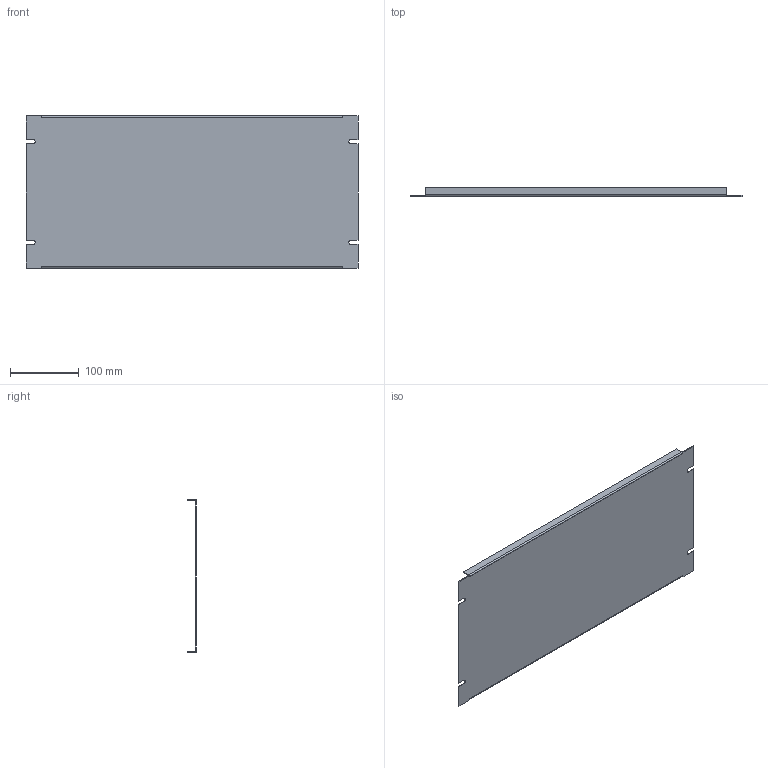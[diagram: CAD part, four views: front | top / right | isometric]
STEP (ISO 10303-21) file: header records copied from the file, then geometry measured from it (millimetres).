
FILE_DESCRIPTION (( 'STEP AP203' ), '1' );
FILE_NAME ('PBFS19008.step', '2020-11-11T15:55:16', ( 'ADC123' ), ( 'Microsoft' ), 'SwSTEP 2.0', 'SolidWorks 2019', '' );
FILE_SCHEMA (( 'CONFIG_CONTROL_DESIGN' ));
Length unit declared in the file: inch
Products named in the file (1): PBFS19008
Bounding box: 482.6 x 12.7 x 221.44 mm (x, y, z)
Volume: 167729.5 mm3; surface area: 233968.5 mm2
Topology: 1 solids, 1 shells, 46 faces, 124 edges, 80 vertices
Faces by surface type: plane 38, cylinder 8
Entity records: 1499 total; most frequent: CARTESIAN_POINT 251, ORIENTED_EDGE 248, DIRECTION 234, EDGE_CURVE 124, VECTOR 108, LINE 108, VERTEX_POINT 80, AXIS2_PLACEMENT_3D 63
